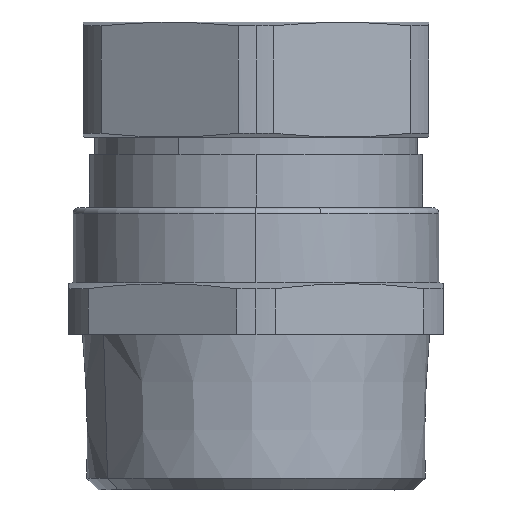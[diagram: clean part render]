
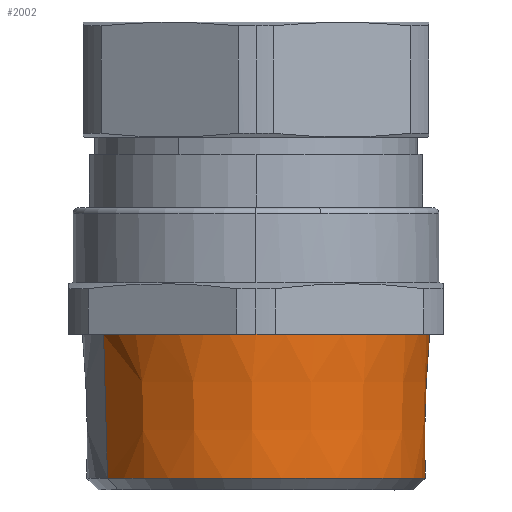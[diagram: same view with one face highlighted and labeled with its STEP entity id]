
A CAD part, front view. The second image highlights one B-rep face of the part: STEP entity #2002.
In plain terms, the highlighted conical face has half-angle 1.78 degrees and reference radius 29.311 mm.
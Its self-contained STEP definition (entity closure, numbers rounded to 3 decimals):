
#1855=AXIS2_PLACEMENT_3D('Circle Axis2P3D',#1853,#1854,$) ;
#1862=AXIS2_PLACEMENT_3D('Circle Axis2P3D',#1860,#1861,$) ;
#1988=AXIS2_PLACEMENT_3D('Cone Axis2P3D',#1985,#1986,#1987) ;
#1992=AXIS2_PLACEMENT_3D('Circle Axis2P3D',#1990,#1991,$) ;
#1848=CARTESIAN_POINT('Vertex',(6.041,21.295,27.)) ;
#1853=CARTESIAN_POINT('Axis2P3D Location',(32.5,35.75,27.)) ;
#1857=CARTESIAN_POINT('Vertex',(32.5,5.6,27.)) ;
#1860=CARTESIAN_POINT('Axis2P3D Location',(32.5,35.75,27.)) ;
#1864=CARTESIAN_POINT('Vertex',(58.959,50.205,27.)) ;
#1949=CARTESIAN_POINT('Line Origine',(-13610.036,-7417.202,499287.144)) ;
#1953=CARTESIAN_POINT('Vertex',(6.721,21.667,2.064)) ;
#1956=CARTESIAN_POINT('Line Origine',(13675.036,7488.702,499287.144)) ;
#1960=CARTESIAN_POINT('Vertex',(58.279,49.833,2.064)) ;
#1985=CARTESIAN_POINT('Axis2P3D Location',(32.5,35.75,0.)) ;
#1990=CARTESIAN_POINT('Axis2P3D Location',(32.5,35.75,2.064)) ;
#1854=DIRECTION('Axis2P3D Direction',(0.,0.,-1.)) ;
#1861=DIRECTION('Axis2P3D Direction',(0.,0.,-1.)) ;
#1950=DIRECTION('Vector Direction',(-0.027,-0.015,1.)) ;
#1957=DIRECTION('Vector Direction',(0.027,0.015,1.)) ;
#1986=DIRECTION('Axis2P3D Direction',(0.,0.,1.)) ;
#1987=DIRECTION('Axis2P3D XDirection',(-0.878,-0.479,0.)) ;
#1991=DIRECTION('Axis2P3D Direction',(0.,0.,1.)) ;
#1951=VECTOR('Line Direction',#1950,1.) ;
#1958=VECTOR('Line Direction',#1957,1.) ;
#1996=ORIENTED_EDGE('',*,*,#1962,.T.) ;
#1997=ORIENTED_EDGE('',*,*,#1866,.T.) ;
#1998=ORIENTED_EDGE('',*,*,#1859,.T.) ;
#1999=ORIENTED_EDGE('',*,*,#1955,.F.) ;
#2000=ORIENTED_EDGE('',*,*,#1994,.T.) ;
#2002=ADVANCED_FACE('Body',(#2001),#1989,.T.) ;
#1856=CIRCLE('generated circle',#1855,30.15) ;
#1863=CIRCLE('generated circle',#1862,30.15) ;
#1993=CIRCLE('generated circle',#1992,29.375) ;
#1989=CONICAL_SURFACE('Cone',#1988,29.311,0.031) ;
#1859=EDGE_CURVE('',#1858,#1849,#1856,.T.) ;
#1866=EDGE_CURVE('',#1865,#1858,#1863,.T.) ;
#1955=EDGE_CURVE('',#1954,#1849,#1952,.T.) ;
#1962=EDGE_CURVE('',#1961,#1865,#1959,.T.) ;
#1994=EDGE_CURVE('',#1954,#1961,#1993,.T.) ;
#1995=EDGE_LOOP('',(#1996,#1997,#1998,#1999,#2000)) ;
#2001=FACE_OUTER_BOUND('',#1995,.T.) ;
#1952=LINE('Line',#1949,#1951) ;
#1959=LINE('Line',#1956,#1958) ;
#1849=VERTEX_POINT('',#1848) ;
#1858=VERTEX_POINT('',#1857) ;
#1865=VERTEX_POINT('',#1864) ;
#1954=VERTEX_POINT('',#1953) ;
#1961=VERTEX_POINT('',#1960) ;
